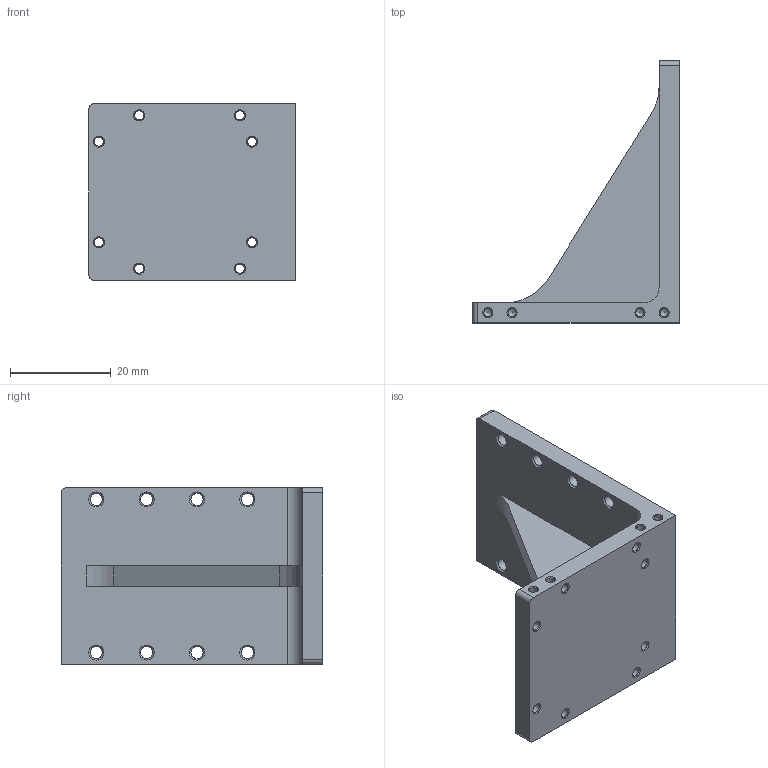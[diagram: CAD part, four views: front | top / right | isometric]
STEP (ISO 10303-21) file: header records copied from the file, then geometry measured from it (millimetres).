
FILE_DESCRIPTION(/* description */ (''),/* implementation_level */ '2;1');
FILE_NAME(/* name */ 'L_bracket_C_stp.stp',/* time_stamp */ '2022-04-28T08:44:15+02:00',/* author */ (''),/* organization */ (''),/* preprocessor_version */ 'ST-DEVELOPER v16',/* originating_system */ 'SIEMENS PLM Software NX 10.0',/* authorisation */ '');
FILE_SCHEMA (('AUTOMOTIVE_DESIGN { 1 0 10303 214 3 1 1 1 }'));
Length unit declared in the file: millimetre
Products named in the file (1): L_bracket_C_stp
Bounding box: 41 x 52 x 35 mm (x, y, z)
Volume: 14213.6 mm3; surface area: 8610.6 mm2
Topology: 1 solids, 1 shells, 90 faces, 268 edges, 180 vertices
Faces by surface type: cone 48, cylinder 31, plane 11
Full cylindrical faces by diameter (mm): 1.6 x8, 1.8 x8, 2.4 x8
Entity records: 2286 total; most frequent: DIRECTION 420, CARTESIAN_POINT 355, ORIENTED_EDGE 272, EDGE_LOOP 194, AXIS2_PLACEMENT_3D 193, FACE_BOUND 190, EDGE_CURVE 136, VERTEX_POINT 128
